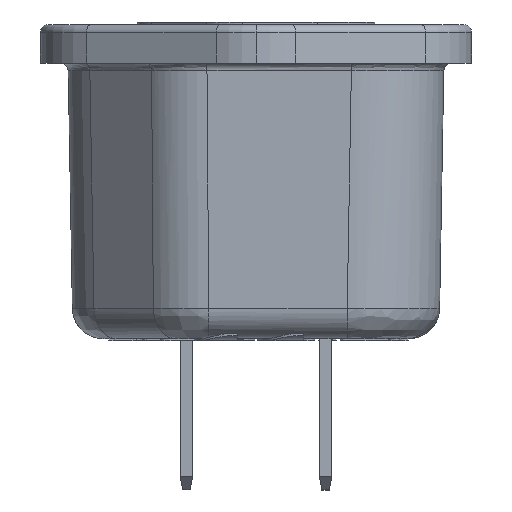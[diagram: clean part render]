
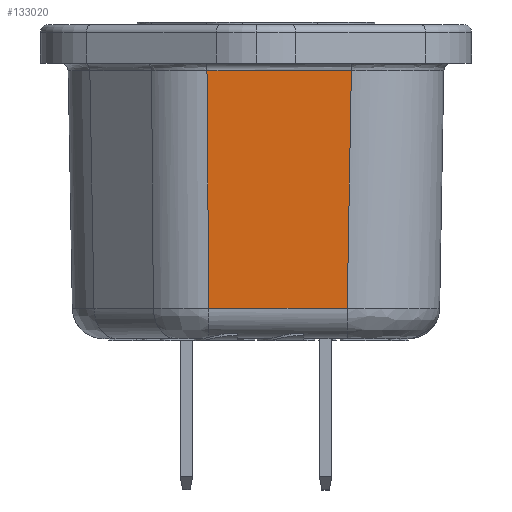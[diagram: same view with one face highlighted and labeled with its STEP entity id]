
A CAD part, left-side view. The second image highlights one B-rep face of the part: STEP entity #133020.
In plain terms, the highlighted planar face has unit normal (-1, 0, -0.018).
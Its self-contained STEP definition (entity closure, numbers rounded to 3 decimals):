
#40410=CARTESIAN_POINT('',(10.81,7.811,
-3.491));
#40420=VERTEX_POINT('',#40410);
#43060=CARTESIAN_POINT('',(10.81,17.182,
-3.491));
#43070=VERTEX_POINT('',#43060);
#43220=CARTESIAN_POINT('',(10.81,17.682,
-3.491));
#43230=CARTESIAN_POINT('',(10.81,14.415,
-3.491));
#43240=CARTESIAN_POINT('',(10.81,11.148,
-3.491));
#43250=CARTESIAN_POINT('',(10.81,7.858,
-3.491));
#43260=CARTESIAN_POINT('',(10.81,7.835,
-3.491));
#43270=CARTESIAN_POINT('',(10.81,7.811,
-3.491));
#43280=B_SPLINE_CURVE_WITH_KNOTS('',3,(#43220,#43230,#43240,#43250,
#43260,#43270),.UNSPECIFIED.,.F.,.F.,(4,2,4),(-17.682,
-7.881,-7.811),.UNSPECIFIED.);
#43290=EDGE_CURVE('',#43070,#40420,#43280,.T.);
#44210=CARTESIAN_POINT('',(11.079,8.08,
-18.908));
#44220=VERTEX_POINT('',#44210);
#44250=CARTESIAN_POINT('',(10.751,7.752,
-0.105));
#44260=DIRECTION('',(0.017,0.017,
-1.));
#44270=VECTOR('',#44260,1.);
#44280=LINE('',#44250,#44270);
#44290=EDGE_CURVE('',#40420,#44220,#44280,.T.);
#52020=CARTESIAN_POINT('',(11.079,17.068,
-18.908));
#52030=VERTEX_POINT('',#52020);
#52060=CARTESIAN_POINT('',(11.079,0.,
-18.908));
#52070=DIRECTION('',(0.,-1.,0.));
#52080=VECTOR('',#52070,1.);
#52090=LINE('',#52060,#52080);
#52100=EDGE_CURVE('NONE',#52030,#44220,#52090,.T.);
#53940=CARTESIAN_POINT('',(10.75,17.207,
-0.087));
#53950=DIRECTION('',(0.017,-0.007,
-1.));
#53960=VECTOR('',#53950,1.);
#53970=LINE('',#53940,#53960);
#53980=EDGE_CURVE('',#43070,#52030,#53970,.T.);
#132910=CARTESIAN_POINT('',(10.798,8.,-2.8));
#132920=DIRECTION('',(-1.,0.,
-0.017));
#132930=DIRECTION('',(-0.017,0.,1.));
#132940=AXIS2_PLACEMENT_3D('',#132910,#132920,#132930);
#132950=PLANE('',#132940);
#132960=ORIENTED_EDGE('',*,*,#43290,.F.);
#132970=ORIENTED_EDGE('',*,*,#44290,.F.);
#132980=ORIENTED_EDGE('',*,*,#52100,.T.);
#132990=ORIENTED_EDGE('',*,*,#53980,.T.);
#133000=EDGE_LOOP('',(#132990,#132980,#132970,#132960));
#133010=FACE_OUTER_BOUND('',#133000,.T.);
#133020=ADVANCED_FACE('',(#133010),#132950,.T.);
